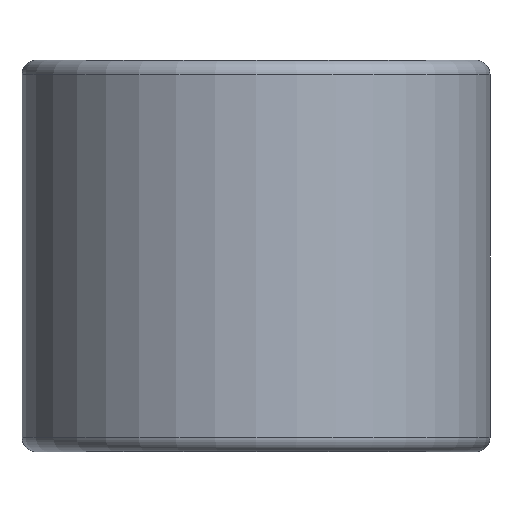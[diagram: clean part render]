
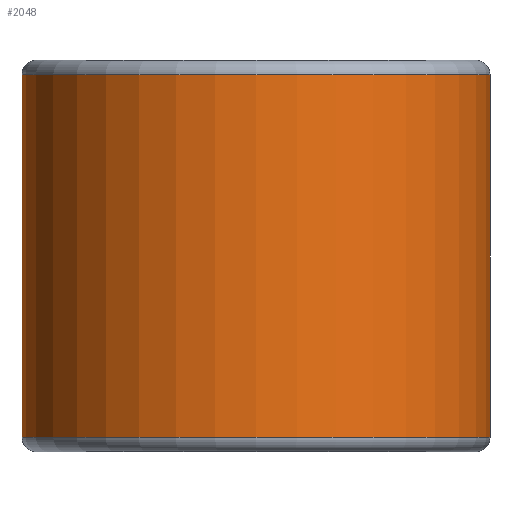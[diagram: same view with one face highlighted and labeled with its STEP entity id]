
A CAD part, front view. The second image highlights one B-rep face of the part: STEP entity #2048.
In plain terms, the highlighted cylindrical face has radius 12.294 mm (diameter 24.587 mm), a partial arc.
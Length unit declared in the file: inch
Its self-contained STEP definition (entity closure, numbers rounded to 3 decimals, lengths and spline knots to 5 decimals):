
#4 = CIRCLE ( 'NONE', #38, 0.484 ) ;
#35 = CYLINDRICAL_SURFACE ( 'NONE', #2109, 0.484 ) ;
#38 = AXIS2_PLACEMENT_3D ( 'NONE', #2580, #1363, #118 ) ;
#118 = DIRECTION ( 'NONE',  ( 1., 0., 0. ) ) ;
#232 = CARTESIAN_POINT ( 'NONE',  ( -0.078, -1.312, -0.375 ) ) ;
#265 = VERTEX_POINT ( 'NONE', #2693 ) ;
#274 = VECTOR ( 'NONE', #1143, 39.37008 ) ;
#401 = VECTOR ( 'NONE', #1530, 39.37008 ) ;
#566 = EDGE_LOOP ( 'NONE', ( #2116, #1390, #2015, #2044 ) ) ;
#703 = DIRECTION ( 'NONE',  ( 0., 0., 1. ) ) ;
#717 = CIRCLE ( 'NONE', #1388, 0.484 ) ;
#835 = LINE ( 'NONE', #936, #274 ) ;
#891 = CARTESIAN_POINT ( 'NONE',  ( 0.406, -1.312, 0. ) ) ;
#936 = CARTESIAN_POINT ( 'NONE',  ( -0.078, -1.312, 0.375 ) ) ;
#1046 = DIRECTION ( 'NONE',  ( 0., 0., 1. ) ) ;
#1143 = DIRECTION ( 'NONE',  ( 0., 0., -1. ) ) ;
#1165 = CARTESIAN_POINT ( 'NONE',  ( -0.078, -1.312, 0.375 ) ) ;
#1363 = DIRECTION ( 'NONE',  ( 0., 0., 1. ) ) ;
#1388 = AXIS2_PLACEMENT_3D ( 'NONE', #2274, #1046, #2465 ) ;
#1390 = ORIENTED_EDGE ( 'NONE', *, *, #2446, .T. ) ;
#1503 = VERTEX_POINT ( 'NONE', #1165 ) ;
#1528 = DIRECTION ( 'NONE',  ( 1., 0., 0. ) ) ;
#1530 = DIRECTION ( 'NONE',  ( 0., 0., 1. ) ) ;
#1805 = EDGE_CURVE ( 'NONE', #1862, #2636, #717, .T. ) ;
#1811 = CARTESIAN_POINT ( 'NONE',  ( 0.89, -1.312, -0.375 ) ) ;
#1862 = VERTEX_POINT ( 'NONE', #232 ) ;
#1973 = FACE_OUTER_BOUND ( 'NONE', #566, .T. ) ;
#2015 = ORIENTED_EDGE ( 'NONE', *, *, #2157, .F. ) ;
#2044 = ORIENTED_EDGE ( 'NONE', *, *, #2102, .T. ) ;
#2048 = ADVANCED_FACE ( 'NONE', ( #1973 ), #35, .T. ) ;
#2102 = EDGE_CURVE ( 'NONE', #1503, #1862, #835, .T. ) ;
#2109 = AXIS2_PLACEMENT_3D ( 'NONE', #891, #703, #1528 ) ;
#2116 = ORIENTED_EDGE ( 'NONE', *, *, #1805, .T. ) ;
#2157 = EDGE_CURVE ( 'NONE', #1503, #265, #4, .T. ) ;
#2274 = CARTESIAN_POINT ( 'NONE',  ( 0.406, -1.312, -0.375 ) ) ;
#2446 = EDGE_CURVE ( 'NONE', #2636, #265, #2506, .T. ) ;
#2465 = DIRECTION ( 'NONE',  ( 1., 0., 0. ) ) ;
#2506 = LINE ( 'NONE', #2515, #401 ) ;
#2515 = CARTESIAN_POINT ( 'NONE',  ( 0.89, -1.312, 0. ) ) ;
#2580 = CARTESIAN_POINT ( 'NONE',  ( 0.406, -1.312, 0.375 ) ) ;
#2636 = VERTEX_POINT ( 'NONE', #1811 ) ;
#2693 = CARTESIAN_POINT ( 'NONE',  ( 0.89, -1.312, 0.375 ) ) ;
